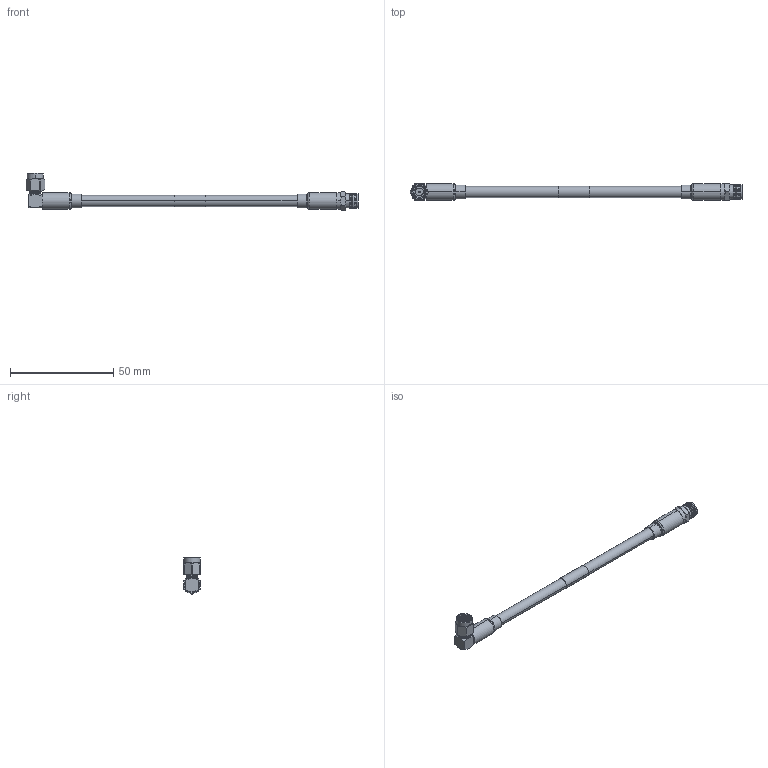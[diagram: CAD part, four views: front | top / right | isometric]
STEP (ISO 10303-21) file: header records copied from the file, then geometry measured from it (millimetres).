
FILE_DESCRIPTION (( 'STEP AP203' ), '1' );
FILE_NAME ('FMCA2733.STEP', '2022-03-09T18:13:49', ( '' ), ( '' ), 'SwSTEP 2.0', 'SolidWorks 2021', '' );
FILE_SCHEMA (( 'CONFIG_CONTROL_DESIGN' ));
Length unit declared in the file: millimetre
Products named in the file (8): SC6050; FMCA2733; PE4412-MA3; PE4412-MA2; PE4412-MA1; CA-240-MA1_.75" Long; FMCN1747___; RG223_with label
Assembly tree (8 placements, depth 3):
  FMCA2733
    RG223_with label
    FMCN1747___
      PE4412-MA1
      PE4412-MA2
      PE4412-MA3
    SC6050
    CA-240-MA1_.75" Long  x2
Bounding box: 160.78 x 8.13 x 17.95 mm (x, y, z)
Volume: 4395.5 mm3; surface area: 7370.3 mm2
Topology: 10 solids, 10 shells, 3861 faces, 8220 edges, 4397 vertices
Faces by surface type: bspline 2723, cylinder 719, plane 313, cone 88, torus 18
Entity records: 151759 total; most frequent: CARTESIAN_POINT 99756, ORIENTED_EDGE 16340, EDGE_CURVE 8170, VERTEX_POINT 4373, EDGE_LOOP 3875, FACE_OUTER_BOUND 3839, ADVANCED_FACE 3839, DIRECTION 3573
